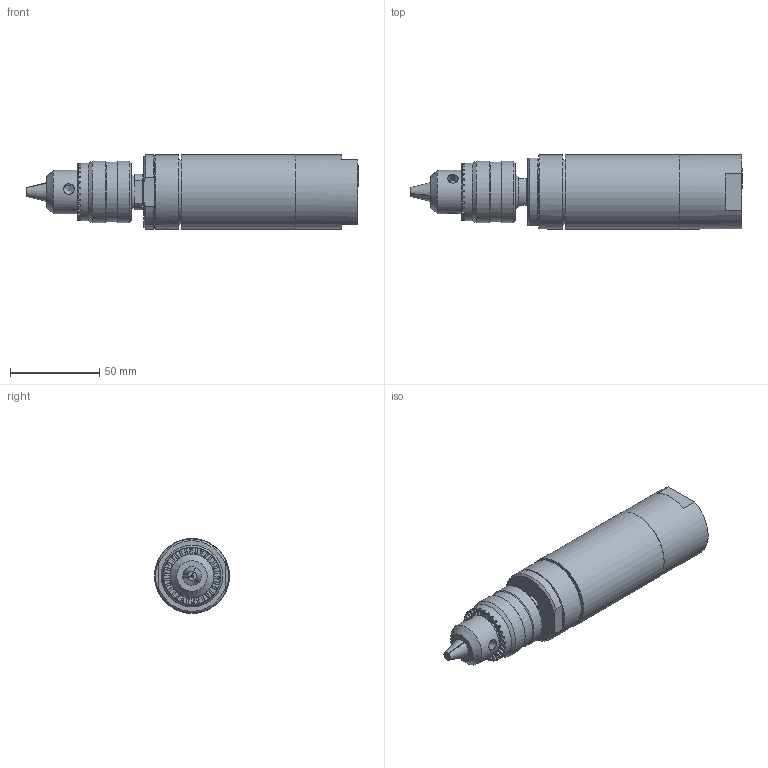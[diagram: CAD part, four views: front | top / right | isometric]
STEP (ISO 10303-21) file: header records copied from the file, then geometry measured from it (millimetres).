
FILE_DESCRIPTION(/* description */ (''),/* implementation_level */ '2;1');
FILE_NAME(/* name */ 'EBM 38-5200 B-MRD_60053667.stp',/* time_stamp */ '2016-11-10T16:35:42+01:00',/* author */ ('ibasyouni'),/* organization */ (''),/* preprocessor_version */ 'ST-DEVELOPER v16.1',/* originating_system */ 'Autodesk Inventor 2016',/* authorisation */ '');
FILE_SCHEMA (('AUTOMOTIVE_DESIGN { 1 0 10303 214 3 1 1 }'));
Length unit declared in the file: millimetre
Products named in the file (1): EBM 38-5200 B-MRD_60053667
Bounding box: 186 x 42 x 42 mm (x, y, z)
Volume: 194814.2 mm3; surface area: 29134.5 mm2
Topology: 1 solids, 5 shells, 365 faces, 962 edges, 624 vertices
Faces by surface type: plane 235, cone 60, cylinder 59, bspline 7, torus 4
Full cylindrical faces by diameter (mm): 1.5 x1, 1.6 x1, 4 x1, 6 x3, 8.382 x1, 9.252 x1, 9.75 x1, 11.445 x3, 14.95 x1, 16 x1, 18.2 x1, 23 x1, 24.5 x1, 32 x1, 33.5 x1, 34.5 x2, 36 x1, 41.5 x2, 42 x1
Entity records: 11714 total; most frequent: CARTESIAN_POINT 2744, ORIENTED_EDGE 1770, DIRECTION 1752, EDGE_CURVE 885, AXIS2_PLACEMENT_3D 641, VERTEX_POINT 599, LINE 470, VECTOR 470
